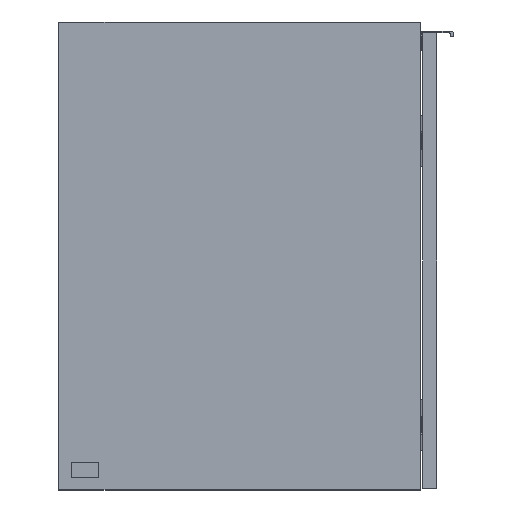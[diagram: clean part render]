
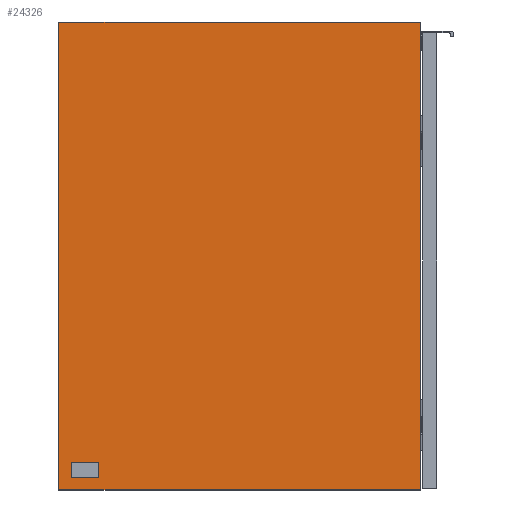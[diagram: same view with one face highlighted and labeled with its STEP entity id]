
A CAD part, left-side view. The second image highlights one B-rep face of the part: STEP entity #24326.
In plain terms, the highlighted planar face has unit normal (-1, 0, 0).
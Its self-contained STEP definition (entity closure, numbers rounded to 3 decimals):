
#1834=FACE_OUTER_BOUND('',#3200,.T.);
#3200=EDGE_LOOP('',(#16262,#16263,#16264,#16265));
#4672=LINE('',#34905,#7387);
#4675=LINE('',#34910,#7390);
#4677=LINE('',#34914,#7392);
#4678=LINE('',#34916,#7393);
#7387=VECTOR('',#27975,1.);
#7390=VECTOR('',#27980,1.);
#7392=VECTOR('',#27984,1.);
#7393=VECTOR('',#27987,1.);
#10073=VERTEX_POINT('',#34902);
#10074=VERTEX_POINT('',#34904);
#10075=VERTEX_POINT('',#34908);
#10076=VERTEX_POINT('',#34912);
#12512=EDGE_CURVE('',#10074,#10073,#4672,.T.);
#12515=EDGE_CURVE('',#10073,#10075,#4675,.T.);
#12517=EDGE_CURVE('',#10076,#10074,#4677,.T.);
#12518=EDGE_CURVE('',#10076,#10075,#4678,.T.);
#16262=ORIENTED_EDGE('',*,*,#12518,.F.);
#16263=ORIENTED_EDGE('',*,*,#12517,.T.);
#16264=ORIENTED_EDGE('',*,*,#12512,.T.);
#16265=ORIENTED_EDGE('',*,*,#12515,.T.);
#23434=PLANE('',#25744);
#24326=ADVANCED_FACE('',(#1834),#23434,.T.);
#25744=AXIS2_PLACEMENT_3D('',#34915,#27985,#27986);
#27975=DIRECTION('',(0.,0.,1.));
#27980=DIRECTION('',(0.,1.,0.));
#27984=DIRECTION('',(0.,-1.,0.));
#27985=DIRECTION('center_axis',(-1.,0.,0.));
#27986=DIRECTION('ref_axis',(0.,0.,1.));
#27987=DIRECTION('',(0.,0.,1.));
#34902=CARTESIAN_POINT('',(0.,-402.,520.));
#34904=CARTESIAN_POINT('',(0.,-402.,0.));
#34905=CARTESIAN_POINT('',(0.,-402.,0.));
#34908=CARTESIAN_POINT('',(0.,0.,520.));
#34910=CARTESIAN_POINT('',(0.,-402.,520.));
#34912=CARTESIAN_POINT('',(0.,0.,0.));
#34914=CARTESIAN_POINT('',(0.,3.,0.));
#34915=CARTESIAN_POINT('Origin',(0.,-199.5,260.));
#34916=CARTESIAN_POINT('',(0.,0.,260.));
